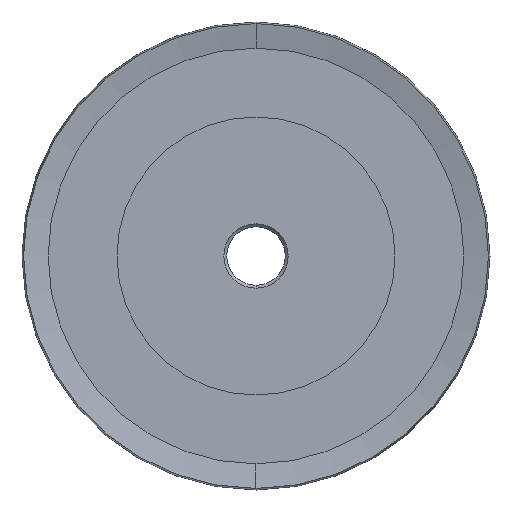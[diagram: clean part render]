
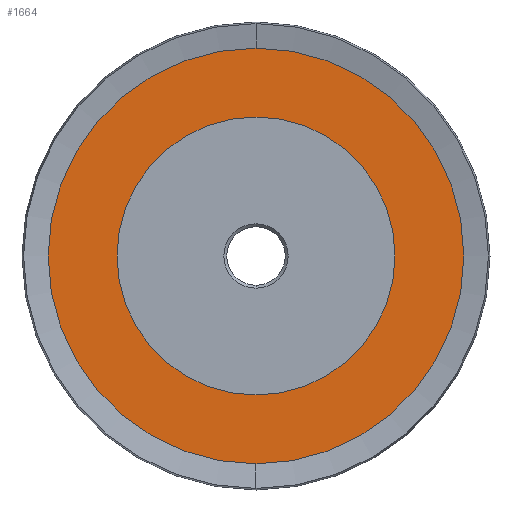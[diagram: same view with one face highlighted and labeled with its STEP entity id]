
A CAD part, left-side view. The second image highlights one B-rep face of the part: STEP entity #1664.
In plain terms, the highlighted planar face has unit normal (-1, 0, 0).
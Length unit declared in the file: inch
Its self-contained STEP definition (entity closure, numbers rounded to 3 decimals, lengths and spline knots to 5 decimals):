
#267 = VERTEX_POINT ( 'NONE', #3276 ) ;
#810 = DIRECTION ( 'NONE',  ( 0., 0., 1. ) ) ;
#816 = AXIS2_PLACEMENT_3D ( 'NONE', #5224, #6086, #810 ) ;
#1372 = AXIS2_PLACEMENT_3D ( 'NONE', #3130, #9354, #4013 ) ;
#1664 = ADVANCED_FACE ( 'NONE', ( #6186, #3854 ), #10574, .T. ) ;
#1736 = EDGE_LOOP ( 'NONE', ( #2795, #10952 ) ) ;
#1982 = CARTESIAN_POINT ( 'NONE',  ( 0.0325, 0., 0. ) ) ;
#2037 = CARTESIAN_POINT ( 'NONE',  ( 0.0325, 0., 0.594 ) ) ;
#2240 = VERTEX_POINT ( 'NONE', #7368 ) ;
#2454 = EDGE_CURVE ( 'NONE', #2240, #10407, #7129, .T. ) ;
#2718 = AXIS2_PLACEMENT_3D ( 'NONE', #1982, #8159, #2876 ) ;
#2795 = ORIENTED_EDGE ( 'NONE', *, *, #2454, .T. ) ;
#2876 = DIRECTION ( 'NONE',  ( 0., 0., 1. ) ) ;
#3004 = DIRECTION ( 'NONE',  ( -1., 0., 0. ) ) ;
#3130 = CARTESIAN_POINT ( 'NONE',  ( 0.0325, 0., 0. ) ) ;
#3232 = AXIS2_PLACEMENT_3D ( 'NONE', #8297, #3004, #9235 ) ;
#3276 = CARTESIAN_POINT ( 'NONE',  ( 0.0325, 0., -0.594 ) ) ;
#3854 = FACE_OUTER_BOUND ( 'NONE', #1736, .T. ) ;
#4013 = DIRECTION ( 'NONE',  ( 0., 0., 1. ) ) ;
#4051 = EDGE_CURVE ( 'NONE', #5465, #267, #4067, .T. ) ;
#4067 = CIRCLE ( 'NONE', #2718, 0.594 ) ;
#4619 = CARTESIAN_POINT ( 'NONE',  ( 0.0325, 0., 0. ) ) ;
#5224 = CARTESIAN_POINT ( 'NONE',  ( 0.0325, 0., 0. ) ) ;
#5410 = EDGE_CURVE ( 'NONE', #267, #5465, #7206, .T. ) ;
#5465 = VERTEX_POINT ( 'NONE', #2037 ) ;
#5513 = DIRECTION ( 'NONE',  ( 0., 0., 1. ) ) ;
#5762 = CARTESIAN_POINT ( 'NONE',  ( 0.0325, 0., -0.88808 ) ) ;
#5817 = EDGE_CURVE ( 'NONE', #10407, #2240, #8048, .T. ) ;
#5983 = AXIS2_PLACEMENT_3D ( 'NONE', #4619, #10868, #5513 ) ;
#6086 = DIRECTION ( 'NONE',  ( -1., 0., 0. ) ) ;
#6186 = FACE_BOUND ( 'NONE', #10377, .T. ) ;
#7129 = CIRCLE ( 'NONE', #3232, 0.88808 ) ;
#7206 = CIRCLE ( 'NONE', #5983, 0.594 ) ;
#7368 = CARTESIAN_POINT ( 'NONE',  ( 0.0325, 0., 0.88808 ) ) ;
#7757 = ORIENTED_EDGE ( 'NONE', *, *, #5410, .F. ) ;
#8048 = CIRCLE ( 'NONE', #1372, 0.88808 ) ;
#8159 = DIRECTION ( 'NONE',  ( -1., 0., 0. ) ) ;
#8297 = CARTESIAN_POINT ( 'NONE',  ( 0.0325, 0., 0. ) ) ;
#9235 = DIRECTION ( 'NONE',  ( 0., 0., 1. ) ) ;
#9354 = DIRECTION ( 'NONE',  ( -1., 0., 0. ) ) ;
#9590 = ORIENTED_EDGE ( 'NONE', *, *, #4051, .F. ) ;
#10377 = EDGE_LOOP ( 'NONE', ( #7757, #9590 ) ) ;
#10407 = VERTEX_POINT ( 'NONE', #5762 ) ;
#10574 = PLANE ( 'NONE',  #816 ) ;
#10868 = DIRECTION ( 'NONE',  ( -1., 0., 0. ) ) ;
#10952 = ORIENTED_EDGE ( 'NONE', *, *, #5817, .T. ) ;
